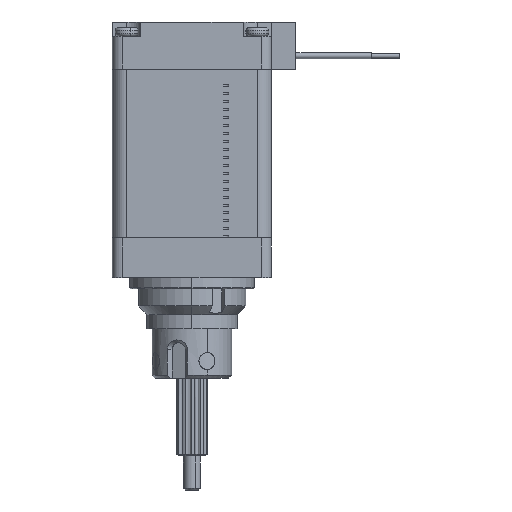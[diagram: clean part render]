
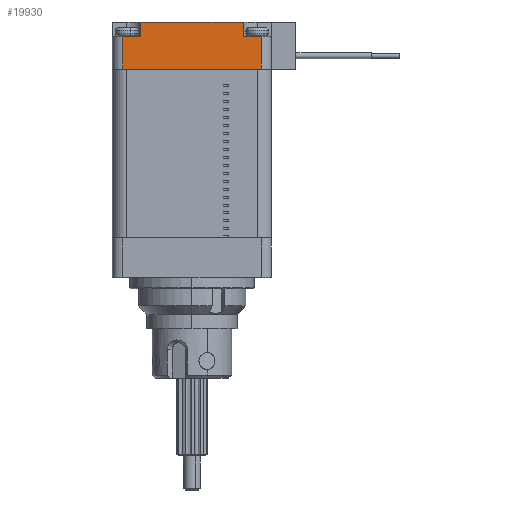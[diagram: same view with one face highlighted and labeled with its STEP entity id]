
A CAD part, left-side view. The second image highlights one B-rep face of the part: STEP entity #19930.
In plain terms, the highlighted planar face has unit normal (-1, 0, 0).
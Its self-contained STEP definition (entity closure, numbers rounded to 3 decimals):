
#1821 = ORIENTED_EDGE ( 'NONE', *, *, #115948, .T. ) ;
#2706 = CARTESIAN_POINT ( 'NONE',  ( -14., 9., 6.5 ) ) ;
#3704 = LINE ( 'NONE', #84826, #89421 ) ;
#6740 = EDGE_CURVE ( 'NONE', #93799, #28555, #116894, .T. ) ;
#7389 = DIRECTION ( 'NONE',  ( 0., 1., 0. ) ) ;
#11437 = LINE ( 'NONE', #91422, #27232 ) ;
#15729 = CARTESIAN_POINT ( 'NONE',  ( -14., 9., 9. ) ) ;
#18014 = CARTESIAN_POINT ( 'NONE',  ( -14., -12.2, 6.5 ) ) ;
#18863 = CARTESIAN_POINT ( 'NONE',  ( -14., -9., 6.5 ) ) ;
#19856 = VECTOR ( 'NONE', #96151, 1000. ) ;
#19930 = ADVANCED_FACE ( 'NONE', ( #103446 ), #22312, .F. ) ;
#21704 = EDGE_CURVE ( 'NONE', #80531, #95328, #106283, .T. ) ;
#22312 = PLANE ( 'NONE',  #90286 ) ;
#23990 = VECTOR ( 'NONE', #101284, 1000. ) ;
#24804 = VERTEX_POINT ( 'NONE', #2706 ) ;
#27232 = VECTOR ( 'NONE', #58770, 1000. ) ;
#27936 = LINE ( 'NONE', #55746, #36470 ) ;
#28555 = VERTEX_POINT ( 'NONE', #38070 ) ;
#29075 = CARTESIAN_POINT ( 'NONE',  ( -14., 12.2, 9. ) ) ;
#29926 = EDGE_CURVE ( 'NONE', #116801, #24804, #3704, .T. ) ;
#30615 = DIRECTION ( 'NONE',  ( 1., 0., 0. ) ) ;
#32746 = EDGE_CURVE ( 'NONE', #24804, #55361, #42851, .T. ) ;
#35742 = CARTESIAN_POINT ( 'NONE',  ( -14., -12.2, 0.7 ) ) ;
#36002 = EDGE_CURVE ( 'NONE', #93799, #80531, #27936, .T. ) ;
#36278 = ORIENTED_EDGE ( 'NONE', *, *, #21704, .T. ) ;
#36470 = VECTOR ( 'NONE', #54578, 1000. ) ;
#38070 = CARTESIAN_POINT ( 'NONE',  ( -14., 12.2, 0.7 ) ) ;
#41611 = ORIENTED_EDGE ( 'NONE', *, *, #36002, .T. ) ;
#42851 = LINE ( 'NONE', #60610, #19856 ) ;
#44815 = CARTESIAN_POINT ( 'NONE',  ( -14., -12.2, 6.5 ) ) ;
#45968 = CARTESIAN_POINT ( 'NONE',  ( -14., 12.2, 6.5 ) ) ;
#49370 = CARTESIAN_POINT ( 'NONE',  ( -14., -9., 9. ) ) ;
#50322 = EDGE_LOOP ( 'NONE', ( #57670, #41611, #36278, #74453, #67882, #90078, #80457, #1821 ) ) ;
#52232 = VECTOR ( 'NONE', #71824, 1000. ) ;
#53736 = LINE ( 'NONE', #89850, #63330 ) ;
#54578 = DIRECTION ( 'NONE',  ( 0., 0., 1. ) ) ;
#55361 = VERTEX_POINT ( 'NONE', #15729 ) ;
#55746 = CARTESIAN_POINT ( 'NONE',  ( -14., -12.2, 9. ) ) ;
#57670 = ORIENTED_EDGE ( 'NONE', *, *, #6740, .F. ) ;
#58770 = DIRECTION ( 'NONE',  ( 0., 0., 1. ) ) ;
#60610 = CARTESIAN_POINT ( 'NONE',  ( -14., 9., 6.5 ) ) ;
#63330 = VECTOR ( 'NONE', #80973, 1000. ) ;
#67302 = DIRECTION ( 'NONE',  ( 0., 1., 0. ) ) ;
#67882 = ORIENTED_EDGE ( 'NONE', *, *, #87967, .F. ) ;
#71824 = DIRECTION ( 'NONE',  ( 0., 1., 0. ) ) ;
#74453 = ORIENTED_EDGE ( 'NONE', *, *, #81236, .T. ) ;
#75883 = CARTESIAN_POINT ( 'NONE',  ( -14., -12.2, 0.7 ) ) ;
#77096 = DIRECTION ( 'NONE',  ( 0., -1., 0. ) ) ;
#80457 = ORIENTED_EDGE ( 'NONE', *, *, #29926, .F. ) ;
#80531 = VERTEX_POINT ( 'NONE', #44815 ) ;
#80973 = DIRECTION ( 'NONE',  ( 0., -1., 0. ) ) ;
#81236 = EDGE_CURVE ( 'NONE', #95328, #103038, #11437, .T. ) ;
#84826 = CARTESIAN_POINT ( 'NONE',  ( -14., 12.2, 6.5 ) ) ;
#87967 = EDGE_CURVE ( 'NONE', #55361, #103038, #53736, .T. ) ;
#89421 = VECTOR ( 'NONE', #77096, 1000. ) ;
#89850 = CARTESIAN_POINT ( 'NONE',  ( -14., 14., 9. ) ) ;
#90078 = ORIENTED_EDGE ( 'NONE', *, *, #32746, .F. ) ;
#90286 = AXIS2_PLACEMENT_3D ( 'NONE', #93960, #30615, #67302 ) ;
#91422 = CARTESIAN_POINT ( 'NONE',  ( -14., -9., 6.5 ) ) ;
#93799 = VERTEX_POINT ( 'NONE', #75883 ) ;
#93960 = CARTESIAN_POINT ( 'NONE',  ( -14., 14., 9. ) ) ;
#95328 = VERTEX_POINT ( 'NONE', #18863 ) ;
#96151 = DIRECTION ( 'NONE',  ( 0., 0., 1. ) ) ;
#101284 = DIRECTION ( 'NONE',  ( 0., 0., -1. ) ) ;
#103038 = VERTEX_POINT ( 'NONE', #49370 ) ;
#103446 = FACE_OUTER_BOUND ( 'NONE', #50322, .T. ) ;
#106283 = LINE ( 'NONE', #18014, #117069 ) ;
#110191 = LINE ( 'NONE', #29075, #23990 ) ;
#115948 = EDGE_CURVE ( 'NONE', #116801, #28555, #110191, .T. ) ;
#116801 = VERTEX_POINT ( 'NONE', #45968 ) ;
#116894 = LINE ( 'NONE', #35742, #52232 ) ;
#117069 = VECTOR ( 'NONE', #7389, 1000. ) ;
